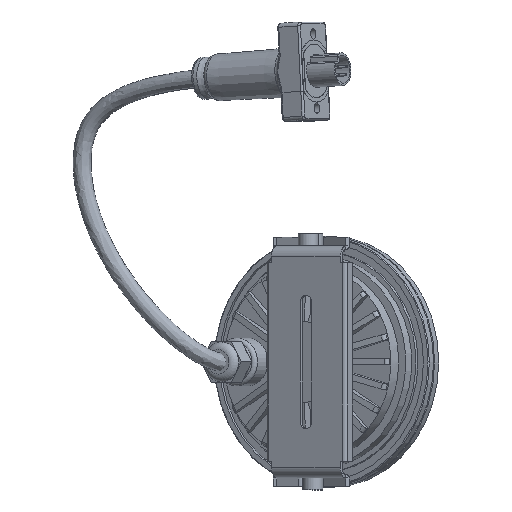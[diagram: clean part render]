
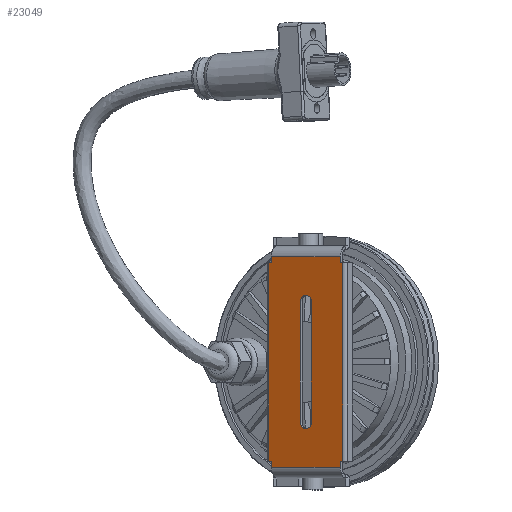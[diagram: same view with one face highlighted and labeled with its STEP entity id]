
A CAD part, left-side view. The second image highlights one B-rep face of the part: STEP entity #23049.
In plain terms, the highlighted face is planar.
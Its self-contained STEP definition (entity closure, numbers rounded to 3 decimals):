
#647=CIRCLE('',#24920,3.25);
#648=CIRCLE('',#24923,3.25);
#1022=FACE_BOUND('',#4096,.T.);
#1567=PLANE('',#24924);
#2726=FACE_OUTER_BOUND('',#4095,.T.);
#4095=EDGE_LOOP('',(#19134,#19135,#19136,#19137,#19138,#19139,#19140,#19141,
#19142,#19143,#19144,#19145));
#4096=EDGE_LOOP('',(#19146,#19147,#19148,#19149));
#5915=LINE('',#38887,#8360);
#5917=LINE('',#38893,#8362);
#5921=LINE('',#38901,#8366);
#5934=LINE('',#38930,#8379);
#5937=LINE('',#38938,#8382);
#5939=LINE('',#38944,#8384);
#5940=LINE('',#38946,#8385);
#5941=LINE('',#38948,#8386);
#5942=LINE('',#38950,#8387);
#5943=LINE('',#38952,#8388);
#5944=LINE('',#38954,#8389);
#5945=LINE('',#38955,#8390);
#5946=LINE('',#38957,#8391);
#5947=LINE('',#38958,#8392);
#8360=VECTOR('',#29045,3.);
#8362=VECTOR('',#29049,3.);
#8366=VECTOR('',#29055,1.5);
#8379=VECTOR('',#29076,60.);
#8382=VECTOR('',#29085,60.);
#8384=VECTOR('',#29093,40.);
#8385=VECTOR('',#29094,3.);
#8386=VECTOR('',#29095,1.5);
#8387=VECTOR('',#29096,98.8);
#8388=VECTOR('',#29097,1.5);
#8389=VECTOR('',#29098,3.);
#8390=VECTOR('',#29099,40.);
#8391=VECTOR('',#29100,1.5);
#8392=VECTOR('',#29101,98.8);
#11067=VERTEX_POINT('',#38879);
#11069=VERTEX_POINT('',#38884);
#11071=VERTEX_POINT('',#38890);
#11072=VERTEX_POINT('',#38892);
#11075=VERTEX_POINT('',#38900);
#11086=VERTEX_POINT('',#38927);
#11087=VERTEX_POINT('',#38929);
#11088=VERTEX_POINT('',#38933);
#11089=VERTEX_POINT('',#38937);
#11090=VERTEX_POINT('',#38943);
#11091=VERTEX_POINT('',#38945);
#11092=VERTEX_POINT('',#38947);
#11093=VERTEX_POINT('',#38949);
#11094=VERTEX_POINT('',#38951);
#11095=VERTEX_POINT('',#38953);
#11096=VERTEX_POINT('',#38956);
#13907=EDGE_CURVE('',#11067,#11069,#5915,.T.);
#13909=EDGE_CURVE('',#11071,#11072,#5917,.T.);
#13913=EDGE_CURVE('',#11069,#11075,#5921,.T.);
#13928=EDGE_CURVE('',#11086,#11087,#5934,.T.);
#13930=EDGE_CURVE('',#11087,#11088,#647,.T.);
#13932=EDGE_CURVE('',#11088,#11089,#5937,.T.);
#13934=EDGE_CURVE('',#11089,#11086,#648,.T.);
#13935=EDGE_CURVE('',#11090,#11067,#5939,.T.);
#13936=EDGE_CURVE('',#11091,#11090,#5940,.T.);
#13937=EDGE_CURVE('',#11092,#11091,#5941,.T.);
#13938=EDGE_CURVE('',#11093,#11092,#5942,.T.);
#13939=EDGE_CURVE('',#11094,#11093,#5943,.T.);
#13940=EDGE_CURVE('',#11095,#11094,#5944,.T.);
#13941=EDGE_CURVE('',#11095,#11072,#5945,.T.);
#13942=EDGE_CURVE('',#11096,#11071,#5946,.T.);
#13943=EDGE_CURVE('',#11075,#11096,#5947,.T.);
#19134=ORIENTED_EDGE('',*,*,#13907,.F.);
#19135=ORIENTED_EDGE('',*,*,#13935,.F.);
#19136=ORIENTED_EDGE('',*,*,#13936,.F.);
#19137=ORIENTED_EDGE('',*,*,#13937,.F.);
#19138=ORIENTED_EDGE('',*,*,#13938,.F.);
#19139=ORIENTED_EDGE('',*,*,#13939,.F.);
#19140=ORIENTED_EDGE('',*,*,#13940,.F.);
#19141=ORIENTED_EDGE('',*,*,#13941,.T.);
#19142=ORIENTED_EDGE('',*,*,#13909,.F.);
#19143=ORIENTED_EDGE('',*,*,#13942,.F.);
#19144=ORIENTED_EDGE('',*,*,#13943,.F.);
#19145=ORIENTED_EDGE('',*,*,#13913,.F.);
#19146=ORIENTED_EDGE('',*,*,#13928,.F.);
#19147=ORIENTED_EDGE('',*,*,#13934,.F.);
#19148=ORIENTED_EDGE('',*,*,#13932,.F.);
#19149=ORIENTED_EDGE('',*,*,#13930,.F.);
#23049=ADVANCED_FACE('',(#2726,#1022),#1567,.F.);
#24920=AXIS2_PLACEMENT_3D('',#38934,#29080,#29081);
#24923=AXIS2_PLACEMENT_3D('',#38941,#29089,#29090);
#24924=AXIS2_PLACEMENT_3D('',#38942,#29091,#29092);
#29045=DIRECTION('',(-1.,0.,0.));
#29049=DIRECTION('',(-1.,0.,0.));
#29055=DIRECTION('',(0.,1.,0.));
#29076=DIRECTION('',(1.,0.,0.));
#29080=DIRECTION('center_axis',(0.,0.,-1.));
#29081=DIRECTION('ref_axis',(0.,1.,0.));
#29085=DIRECTION('',(-1.,0.,0.));
#29089=DIRECTION('center_axis',(0.,0.,-1.));
#29090=DIRECTION('ref_axis',(0.,-1.,0.));
#29091=DIRECTION('center_axis',(0.,0.,1.));
#29092=DIRECTION('ref_axis',(1.,0.,0.));
#29093=DIRECTION('',(0.,1.,0.));
#29094=DIRECTION('',(1.,0.,0.));
#29095=DIRECTION('',(0.,1.,0.));
#29096=DIRECTION('',(1.,0.,0.));
#29097=DIRECTION('',(0.,-1.,0.));
#29098=DIRECTION('',(1.,0.,0.));
#29099=DIRECTION('',(0.,1.,0.));
#29100=DIRECTION('',(0.,-1.,0.));
#29101=DIRECTION('',(-1.,0.,0.));
#38879=CARTESIAN_POINT('',(52.4,20.,0.));
#38884=CARTESIAN_POINT('',(49.4,20.,0.));
#38887=CARTESIAN_POINT('',(52.4,20.,0.));
#38890=CARTESIAN_POINT('',(-49.4,20.,0.));
#38892=CARTESIAN_POINT('',(-52.4,20.,0.));
#38893=CARTESIAN_POINT('',(-49.4,20.,0.));
#38900=CARTESIAN_POINT('',(49.4,21.5,0.));
#38901=CARTESIAN_POINT('',(49.4,20.,0.));
#38927=CARTESIAN_POINT('',(-30.,3.25,0.));
#38929=CARTESIAN_POINT('',(30.,3.25,0.));
#38930=CARTESIAN_POINT('',(-30.,3.25,0.));
#38933=CARTESIAN_POINT('',(30.,-3.25,0.));
#38934=CARTESIAN_POINT('Origin',(30.,0.,0.));
#38937=CARTESIAN_POINT('',(-30.,-3.25,0.));
#38938=CARTESIAN_POINT('',(30.,-3.25,0.));
#38941=CARTESIAN_POINT('Origin',(-30.,0.,0.));
#38942=CARTESIAN_POINT('Origin',(0.,0.,0.));
#38943=CARTESIAN_POINT('',(52.4,-20.,0.));
#38944=CARTESIAN_POINT('',(52.4,-20.,0.));
#38945=CARTESIAN_POINT('',(49.4,-20.,0.));
#38946=CARTESIAN_POINT('',(49.4,-20.,0.));
#38947=CARTESIAN_POINT('',(49.4,-21.5,0.));
#38948=CARTESIAN_POINT('',(49.4,-21.5,0.));
#38949=CARTESIAN_POINT('',(-49.4,-21.5,0.));
#38950=CARTESIAN_POINT('',(-49.4,-21.5,0.));
#38951=CARTESIAN_POINT('',(-49.4,-20.,0.));
#38952=CARTESIAN_POINT('',(-49.4,-20.,0.));
#38953=CARTESIAN_POINT('',(-52.4,-20.,0.));
#38954=CARTESIAN_POINT('',(-52.4,-20.,0.));
#38955=CARTESIAN_POINT('',(-52.4,-20.,0.));
#38956=CARTESIAN_POINT('',(-49.4,21.5,0.));
#38957=CARTESIAN_POINT('',(-49.4,21.5,0.));
#38958=CARTESIAN_POINT('',(49.4,21.5,0.));
